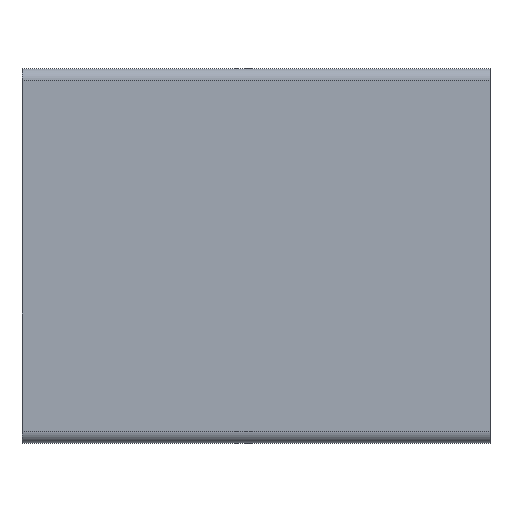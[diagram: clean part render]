
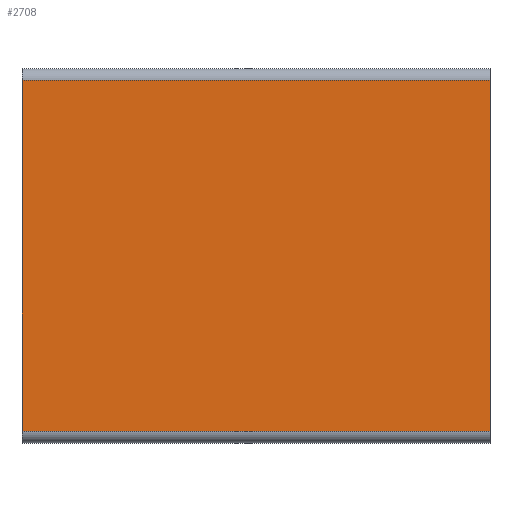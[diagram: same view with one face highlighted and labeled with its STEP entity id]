
A CAD part, top view. The second image highlights one B-rep face of the part: STEP entity #2708.
In plain terms, the highlighted planar face has unit normal (0, 0, 1).
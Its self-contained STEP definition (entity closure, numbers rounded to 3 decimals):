
#54 = CARTESIAN_POINT ( 'NONE',  ( 0., 37.5, 20. ) ) ;
#383 = CARTESIAN_POINT ( 'NONE',  ( 100., -37.5, 20. ) ) ;
#392 = CARTESIAN_POINT ( 'NONE',  ( 100., 37.5, 20. ) ) ;
#577 = CARTESIAN_POINT ( 'NONE',  ( 100., 37.5, 20. ) ) ;
#585 = FACE_OUTER_BOUND ( 'NONE', #4228, .T. ) ;
#586 = PLANE ( 'NONE',  #5091 ) ;
#589 = DIRECTION ( 'NONE',  ( 0., 0., -1. ) ) ;
#590 = DIRECTION ( 'NONE',  ( -1., 0., 0. ) ) ;
#774 = CARTESIAN_POINT ( 'NONE',  ( 100., 37.5, 20. ) ) ;
#778 = LINE ( 'NONE', #774, #5011 ) ;
#782 = DIRECTION ( 'NONE',  ( 0., -1., 0. ) ) ;
#783 = LINE ( 'NONE', #784, #5025 ) ;
#784 = CARTESIAN_POINT ( 'NONE',  ( 100., -37.5, 20. ) ) ;
#785 = DIRECTION ( 'NONE',  ( -1., 0., 0. ) ) ;
#787 = LINE ( 'NONE', #799, #5023 ) ;
#799 = CARTESIAN_POINT ( 'NONE',  ( 0., 37.5, 20. ) ) ;
#800 = DIRECTION ( 'NONE',  ( 0., -1., 0. ) ) ;
#1461 = LINE ( 'NONE', #1462, #2109 ) ;
#1462 = CARTESIAN_POINT ( 'NONE',  ( 100., 37.5, 20. ) ) ;
#1463 = DIRECTION ( 'NONE',  ( -1., 0., 0. ) ) ;
#1584 = CARTESIAN_POINT ( 'NONE',  ( 0., -37.5, 20. ) ) ;
#2109 = VECTOR ( 'NONE', #1463, 1000. ) ;
#2708 = ADVANCED_FACE ( 'NONE', ( #585 ), #586, .F. ) ;
#2770 = EDGE_CURVE ( 'NONE', #5221, #5212, #778, .T. ) ;
#2771 = EDGE_CURVE ( 'NONE', #5212, #3796, #783, .T. ) ;
#2776 = EDGE_CURVE ( 'NONE', #3861, #3796, #787, .T. ) ;
#3251 = EDGE_CURVE ( 'NONE', #5221, #3861, #1461, .T. ) ;
#3796 = VERTEX_POINT ( 'NONE', #1584 ) ;
#3861 = VERTEX_POINT ( 'NONE', #54 ) ;
#4228 = EDGE_LOOP ( 'NONE', ( #4418, #4417, #4415, #4416 ) ) ;
#4415 = ORIENTED_EDGE ( 'NONE', *, *, #2770, .F. ) ;
#4416 = ORIENTED_EDGE ( 'NONE', *, *, #3251, .T. ) ;
#4417 = ORIENTED_EDGE ( 'NONE', *, *, #2771, .F. ) ;
#4418 = ORIENTED_EDGE ( 'NONE', *, *, #2776, .T. ) ;
#5011 = VECTOR ( 'NONE', #782, 1000. ) ;
#5023 = VECTOR ( 'NONE', #800, 1000. ) ;
#5025 = VECTOR ( 'NONE', #785, 1000. ) ;
#5091 = AXIS2_PLACEMENT_3D ( 'NONE', #577, #589, #590 ) ;
#5212 = VERTEX_POINT ( 'NONE', #383 ) ;
#5221 = VERTEX_POINT ( 'NONE', #392 ) ;
